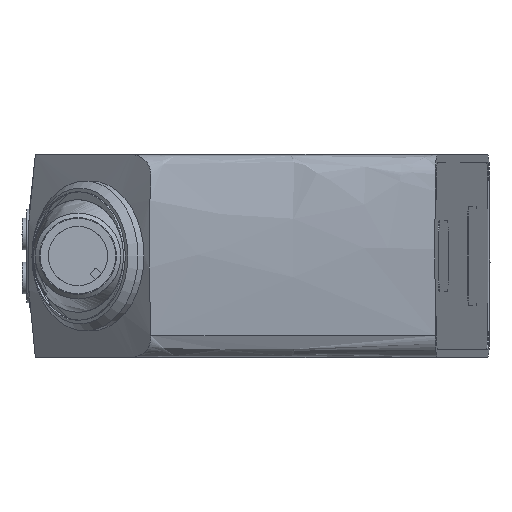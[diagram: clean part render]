
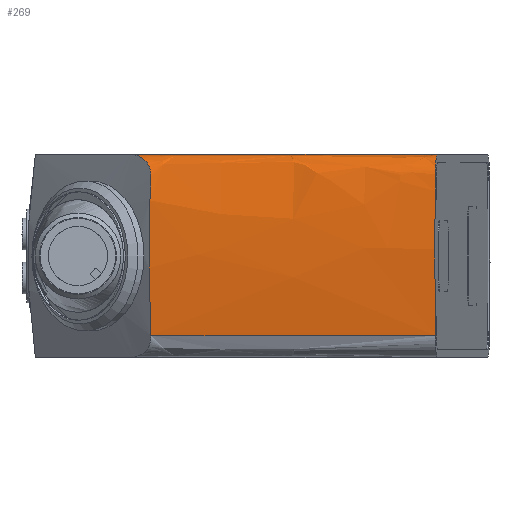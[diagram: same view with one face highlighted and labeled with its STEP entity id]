
A CAD part, front view. The second image highlights one B-rep face of the part: STEP entity #269.
In plain terms, the highlighted free-form (B-spline) face has degree [3, 1] with [8, 2] control points.
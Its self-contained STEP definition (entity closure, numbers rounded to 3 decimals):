
#269 = ADVANCED_FACE( '', ( #546 ), #547, .T. );
#546 = FACE_OUTER_BOUND( '', #914, .T. );
#547 = B_SPLINE_SURFACE_WITH_KNOTS( '', 3, 1, ( ( #915, #916 ), ( #917, #918 ), ( #919, #920 ), ( #921, #922 ), ( #923, #924 ), ( #925, #926 ), ( #927, #928 ), ( #929, #930 ) ), .UNSPECIFIED., .F., .F., .F., ( 4, 2, 2, 4 ), ( 2, 2 ), ( 0., 0.093, 0.186, 1. ), ( 0., 1. ), .UNSPECIFIED. );
#914 = EDGE_LOOP( '', ( #1989, #1990, #1991, #1992 ) );
#915 = CARTESIAN_POINT( '', ( 0., 6.426, 14.25 ) );
#916 = CARTESIAN_POINT( '', ( 70., 4.081, 14.25 ) );
#917 = CARTESIAN_POINT( '', ( 0., 5.573, 14.25 ) );
#918 = CARTESIAN_POINT( '', ( 70., 3.228, 14.25 ) );
#919 = CARTESIAN_POINT( '', ( 0., 4.727, 13.926 ) );
#920 = CARTESIAN_POINT( '', ( 70., 2.382, 13.926 ) );
#921 = CARTESIAN_POINT( '', ( 0., 3.458, 12.792 ) );
#922 = CARTESIAN_POINT( '', ( 70., 1.113, 12.792 ) );
#923 = CARTESIAN_POINT( '', ( 0., 3.042, 11.986 ) );
#924 = CARTESIAN_POINT( '', ( 70., 0.697, 11.986 ) );
#925 = CARTESIAN_POINT( '', ( 0., 2.118, 3.744 ) );
#926 = CARTESIAN_POINT( '', ( 70., -0.227, 3.744 ) );
#927 = CARTESIAN_POINT( '', ( 0., 2.118, -3.744 ) );
#928 = CARTESIAN_POINT( '', ( 70., -0.227, -3.744 ) );
#929 = CARTESIAN_POINT( '', ( 0., 2.947, -11.14 ) );
#930 = CARTESIAN_POINT( '', ( 70., 0.602, -11.14 ) );
#1989 = ORIENTED_EDGE( '', *, *, #2373, .F. );
#1990 = ORIENTED_EDGE( '', *, *, #2634, .T. );
#1991 = ORIENTED_EDGE( '', *, *, #2596, .T. );
#1992 = ORIENTED_EDGE( '', *, *, #2635, .F. );
#2373 = EDGE_CURVE( '', #2759, #2761, #2762, .T. );
#2596 = EDGE_CURVE( '', #3130, #3133, #3135, .T. );
#2634 = EDGE_CURVE( '', #2759, #3130, #3198, .T. );
#2635 = EDGE_CURVE( '', #2761, #3133, #3199, .T. );
#2759 = VERTEX_POINT( '', #3495 );
#2761 = VERTEX_POINT( '', #3510 );
#2762 = B_SPLINE_CURVE_WITH_KNOTS( '', 3, ( #3511, #3512, #3513, #3514, #3515, #3516, #3517, #3518, #3519, #3520, #3521, #3522, #3523, #3524, #3525, #3526, #3527, #3528, #3529, #3530, #3531, #3532, #3533, #3534, #3535, #3536, #3537, #3538 ), .UNSPECIFIED., .F., .F., ( 4, 2, 2, 2, 2, 2, 2, 2, 2, 2, 2, 2, 2, 4 ), ( 0., 0.007, 0.014, 0.021, 0.022, 0.022, 0.023, 0.023, 0.024, 0.024, 0.025, 0.026, 0.027, 0.028 ), .UNSPECIFIED. );
#3130 = VERTEX_POINT( '', #4497 );
#3133 = VERTEX_POINT( '', #4518 );
#3135 = B_SPLINE_CURVE_WITH_KNOTS( '', 3, ( #4521, #4522, #4523, #4524, #4525, #4526, #4527, #4528, #4529, #4530, #4531, #4532, #4533, #4534, #4535, #4536, #4537, #4538, #4539, #4540, #4541, #4542, #4543, #4544, #4545, #4546 ), .UNSPECIFIED., .F., .F., ( 4, 2, 2, 2, 2, 2, 2, 2, 2, 2, 2, 2, 4 ), ( 0., 0.007, 0.014, 0.02, 0.022, 0.023, 0.023, 0.024, 0.024, 0.025, 0.026, 0.026, 0.027 ), .UNSPECIFIED. );
#3198 = B_SPLINE_CURVE_WITH_KNOTS( '', 1, ( #4641, #4642 ), .UNSPECIFIED., .F., .F., ( 2, 2 ), ( 0.246, 0.815 ), .UNSPECIFIED. );
#3199 = B_SPLINE_CURVE_WITH_KNOTS( '', 1, ( #4643, #4644 ), .UNSPECIFIED., .F., .F., ( 2, 2 ), ( 0.234, 1. ), .UNSPECIFIED. );
#3495 = CARTESIAN_POINT( '', ( 17.214, 2.371, -11.14 ) );
#3510 = CARTESIAN_POINT( '', ( 14.202, 5.95, 14.25 ) );
#3511 = CARTESIAN_POINT( '', ( 17.214, 2.371, -11.14 ) );
#3512 = CARTESIAN_POINT( '', ( 17.098, 2.11, -8.782 ) );
#3513 = CARTESIAN_POINT( '', ( 17.019, 1.933, -6.419 ) );
#3514 = CARTESIAN_POINT( '', ( 16.934, 1.744, -1.684 ) );
#3515 = CARTESIAN_POINT( '', ( 16.929, 1.733, 0.691 ) );
#3516 = CARTESIAN_POINT( '', ( 16.993, 1.876, 5.436 ) );
#3517 = CARTESIAN_POINT( '', ( 17.062, 2.03, 7.806 ) );
#3518 = CARTESIAN_POINT( '', ( 17.182, 2.298, 10.462 ) );
#3519 = CARTESIAN_POINT( '', ( 17.195, 2.329, 10.757 ) );
#3520 = CARTESIAN_POINT( '', ( 17.213, 2.369, 11.125 ) );
#3521 = CARTESIAN_POINT( '', ( 17.217, 2.377, 11.199 ) );
#3522 = CARTESIAN_POINT( '', ( 17.219, 2.399, 11.345 ) );
#3523 = CARTESIAN_POINT( '', ( 17.217, 2.413, 11.418 ) );
#3524 = CARTESIAN_POINT( '', ( 17.205, 2.461, 11.637 ) );
#3525 = CARTESIAN_POINT( '', ( 17.186, 2.504, 11.782 ) );
#3526 = CARTESIAN_POINT( '', ( 17.133, 2.604, 12.058 ) );
#3527 = CARTESIAN_POINT( '', ( 17.098, 2.663, 12.19 ) );
#3528 = CARTESIAN_POINT( '', ( 17.013, 2.793, 12.444 ) );
#3529 = CARTESIAN_POINT( '', ( 16.962, 2.865, 12.567 ) );
#3530 = CARTESIAN_POINT( '', ( 16.791, 3.099, 12.912 ) );
#3531 = CARTESIAN_POINT( '', ( 16.655, 3.274, 13.113 ) );
#3532 = CARTESIAN_POINT( '', ( 16.343, 3.652, 13.463 ) );
#3533 = CARTESIAN_POINT( '', ( 16.173, 3.85, 13.607 ) );
#3534 = CARTESIAN_POINT( '', ( 15.814, 4.257, 13.849 ) );
#3535 = CARTESIAN_POINT( '', ( 15.623, 4.468, 13.947 ) );
#3536 = CARTESIAN_POINT( '', ( 15.035, 5.102, 14.178 ) );
#3537 = CARTESIAN_POINT( '', ( 14.626, 5.526, 14.25 ) );
#3538 = CARTESIAN_POINT( '', ( 14.202, 5.95, 14.25 ) );
#4497 = CARTESIAN_POINT( '', ( 57.045, 1.036, -11.14 ) );
#4518 = CARTESIAN_POINT( '', ( 57.348, 4.504, 14.25 ) );
#4521 = CARTESIAN_POINT( '', ( 57.045, 1.036, -11.14 ) );
#4522 = CARTESIAN_POINT( '', ( 57.023, 0.783, -8.873 ) );
#4523 = CARTESIAN_POINT( '', ( 57.007, 0.608, -6.601 ) );
#4524 = CARTESIAN_POINT( '', ( 56.99, 0.412, -2.051 ) );
#4525 = CARTESIAN_POINT( '', ( 56.988, 0.391, 0.229 ) );
#4526 = CARTESIAN_POINT( '', ( 56.998, 0.505, 4.789 ) );
#4527 = CARTESIAN_POINT( '', ( 57.01, 0.639, 7.067 ) );
#4528 = CARTESIAN_POINT( '', ( 57.033, 0.905, 9.906 ) );
#4529 = CARTESIAN_POINT( '', ( 57.038, 0.963, 10.474 ) );
#4530 = CARTESIAN_POINT( '', ( 57.045, 1.041, 11.182 ) );
#4531 = CARTESIAN_POINT( '', ( 57.047, 1.059, 11.323 ) );
#4532 = CARTESIAN_POINT( '', ( 57.052, 1.117, 11.601 ) );
#4533 = CARTESIAN_POINT( '', ( 57.055, 1.155, 11.738 ) );
#4534 = CARTESIAN_POINT( '', ( 57.067, 1.294, 12.145 ) );
#4535 = CARTESIAN_POINT( '', ( 57.078, 1.423, 12.412 ) );
#4536 = CARTESIAN_POINT( '', ( 57.099, 1.657, 12.776 ) );
#4537 = CARTESIAN_POINT( '', ( 57.106, 1.743, 12.892 ) );
#4538 = CARTESIAN_POINT( '', ( 57.123, 1.928, 13.114 ) );
#4539 = CARTESIAN_POINT( '', ( 57.132, 2.029, 13.221 ) );
#4540 = CARTESIAN_POINT( '', ( 57.159, 2.348, 13.517 ) );
#4541 = CARTESIAN_POINT( '', ( 57.18, 2.582, 13.684 ) );
#4542 = CARTESIAN_POINT( '', ( 57.225, 3.092, 13.961 ) );
#4543 = CARTESIAN_POINT( '', ( 57.248, 3.364, 14.068 ) );
#4544 = CARTESIAN_POINT( '', ( 57.297, 3.922, 14.212 ) );
#4545 = CARTESIAN_POINT( '', ( 57.323, 4.213, 14.25 ) );
#4546 = CARTESIAN_POINT( '', ( 57.348, 4.504, 14.25 ) );
#4641 = CARTESIAN_POINT( '', ( 17.214, 2.371, -11.14 ) );
#4642 = CARTESIAN_POINT( '', ( 57.045, 1.036, -11.14 ) );
#4643 = CARTESIAN_POINT( '', ( 14.202, 5.95, 14.25 ) );
#4644 = CARTESIAN_POINT( '', ( 57.348, 4.504, 14.25 ) );
